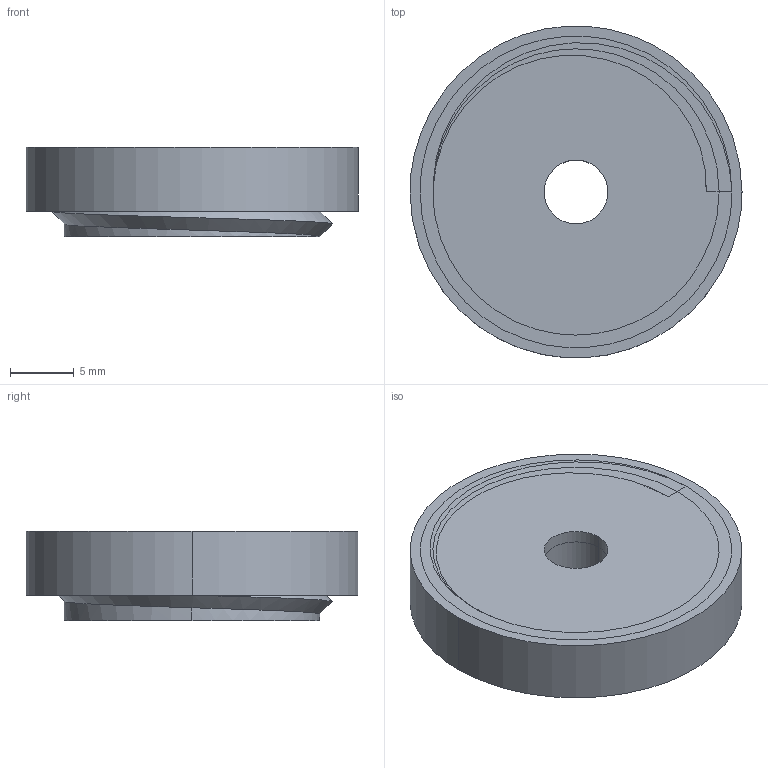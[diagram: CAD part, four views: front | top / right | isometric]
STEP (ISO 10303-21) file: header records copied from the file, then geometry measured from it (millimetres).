
FILE_DESCRIPTION(/* description */ (''),/* implementation_level */ '2;1');
FILE_NAME(/* name */ 'ZIPLOC~1',/* time_stamp */ '2020-08-01T22:51:22+09:00',/* author */ (''),/* organization */ (''),/* preprocessor_version */ 'ST-DEVELOPER v15',/* originating_system */ '',/* authorisation */ '');
FILE_SCHEMA (('AUTOMOTIVE_DESIGN'));
Length unit declared in the file: millimetre
Products named in the file (1): Document
Bounding box: 26 x 25.96 x 6.99 mm (x, y, z)
Volume: 3169.5 mm3; surface area: 2702.9 mm2
Topology: 2 solids, 2 shells, 37 faces, 95 edges, 68 vertices
Faces by surface type: bspline 26, plane 11
Entity records: 3967 total; most frequent: CARTESIAN_POINT 3420, ORIENTED_EDGE 166, EDGE_CURVE 83, VERTEX_POINT 51, EDGE_LOOP 42, B_SPLINE_CURVE_WITH_KNOTS 38, ADVANCED_FACE 37, FACE_OUTER_BOUND 37
